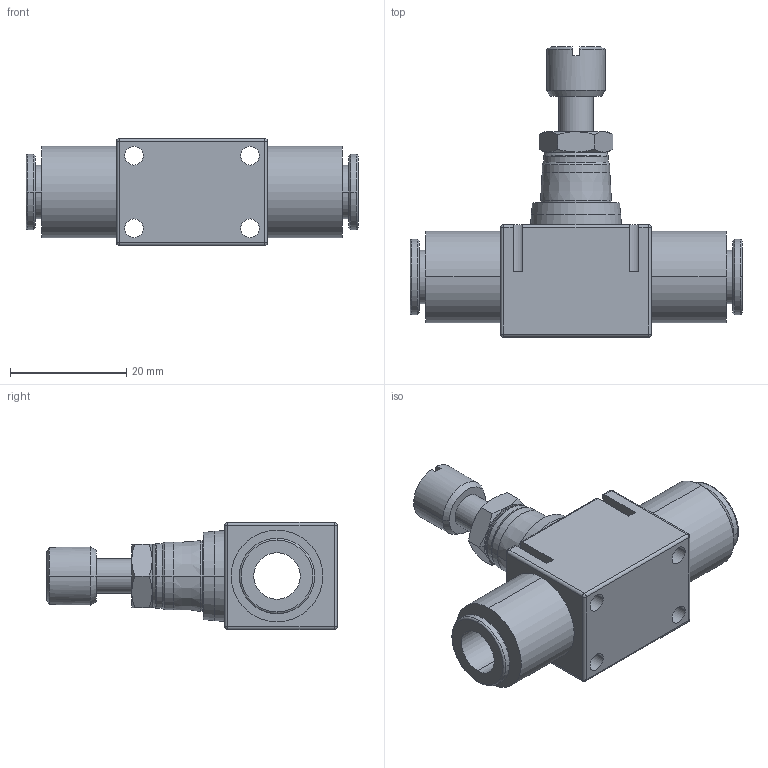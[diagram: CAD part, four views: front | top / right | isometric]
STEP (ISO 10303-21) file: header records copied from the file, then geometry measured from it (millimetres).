
FILE_DESCRIPTION(('STEP AP214'),'1');
FILE_NAME('7772_08_00.stp','2016-07-07T14:31:58',('TraceParts'),('TraceParts S.A.'),'Spatial InterOp 3D',' ',' ');
FILE_SCHEMA(('automotive_design'));
Length unit declared in the file: millimetre
Products named in the file (1): 1
Bounding box: 57.22 x 50 x 18.5 mm (x, y, z)
Volume: 14160.9 mm3; surface area: 7524.9 mm2
Topology: 1 solids, 1 shells, 140 faces, 342 edges, 204 vertices
Faces by surface type: cylinder 50, plane 40, cone 36, sphere 8, torus 6
Entity records: 4113 total; most frequent: CARTESIAN_POINT 783, DIRECTION 756, ORIENTED_EDGE 668, EDGE_CURVE 334, AXIS2_PLACEMENT_3D 309, VERTEX_POINT 204, CIRCLE 168, EDGE_LOOP 158
